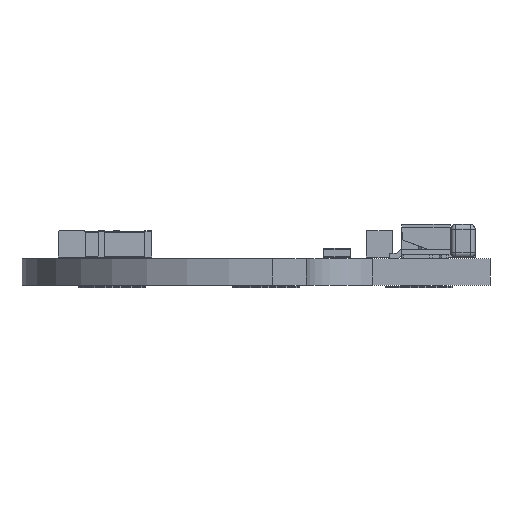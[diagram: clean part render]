
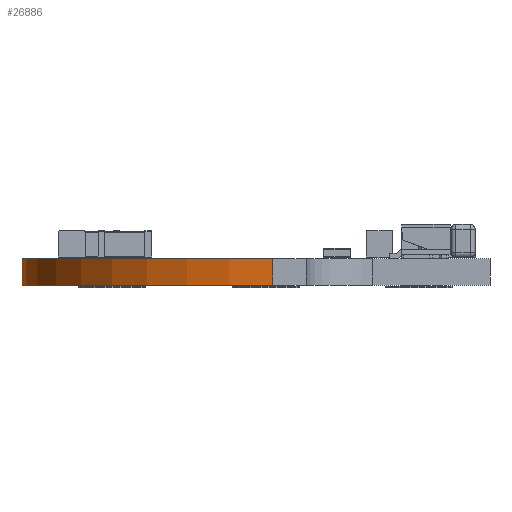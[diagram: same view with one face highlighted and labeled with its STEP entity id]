
A CAD part, front view. The second image highlights one B-rep face of the part: STEP entity #26886.
In plain terms, the highlighted cylindrical face has radius 15 mm (diameter 30 mm), a partial arc.
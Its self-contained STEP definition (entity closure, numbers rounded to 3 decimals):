
#25701 = PLANE('',#25702);
#25702 = AXIS2_PLACEMENT_3D('',#25703,#25704,#25705);
#25703 = CARTESIAN_POINT('',(0.274,0.214,1.6));
#25704 = DIRECTION('',(-0.,-0.,-1.));
#25705 = DIRECTION('',(-1.,0.,0.));
#25760 = PLANE('',#25761);
#25761 = AXIS2_PLACEMENT_3D('',#25762,#25763,#25764);
#25762 = CARTESIAN_POINT('',(0.274,0.214,0.));
#25763 = DIRECTION('',(-0.,-0.,-1.));
#25764 = DIRECTION('',(-1.,0.,0.));
#26046 = VERTEX_POINT('',#26047);
#26047 = CARTESIAN_POINT('',(1.,-28.,0.));
#26061 = PLANE('',#26062);
#26062 = AXIS2_PLACEMENT_3D('',#26063,#26064,#26065);
#26063 = CARTESIAN_POINT('',(3.,-28.,0.));
#26064 = DIRECTION('',(0.,-1.,0.));
#26065 = DIRECTION('',(-1.,0.,0.));
#26073 = EDGE_CURVE('',#26074,#26046,#26076,.T.);
#26074 = VERTEX_POINT('',#26075);
#26075 = CARTESIAN_POINT('',(-14.,-13.,0.));
#26076 = SURFACE_CURVE('',#26077,(#26082,#26093),.PCURVE_S1.);
#26077 = CIRCLE('',#26078,15.);
#26078 = AXIS2_PLACEMENT_3D('',#26079,#26080,#26081);
#26079 = CARTESIAN_POINT('',(1.,-13.,0.));
#26080 = DIRECTION('',(0.,0.,1.));
#26081 = DIRECTION('',(1.,0.,-0.));
#26082 = PCURVE('',#25760,#26083);
#26083 = DEFINITIONAL_REPRESENTATION('',(#26084),#26092);
#26084 = ( BOUNDED_CURVE() B_SPLINE_CURVE(2,(#26085,#26086,#26087,#26088
    ,#26089,#26090,#26091),.UNSPECIFIED.,.F.,.F.) 
B_SPLINE_CURVE_WITH_KNOTS((1,2,2,2,2,1),(-2.094,0.,
    2.094,4.189,6.283,8.378),
.UNSPECIFIED.) CURVE() GEOMETRIC_REPRESENTATION_ITEM() 
RATIONAL_B_SPLINE_CURVE((1.,0.5,1.,0.5,1.,0.5,1.)) REPRESENTATION_ITEM(
  '') );
#26085 = CARTESIAN_POINT('',(-15.726,-13.214));
#26086 = CARTESIAN_POINT('',(-15.726,12.767));
#26087 = CARTESIAN_POINT('',(6.774,-0.223));
#26088 = CARTESIAN_POINT('',(29.274,-13.214));
#26089 = CARTESIAN_POINT('',(6.774,-26.204));
#26090 = CARTESIAN_POINT('',(-15.726,-39.195));
#26091 = CARTESIAN_POINT('',(-15.726,-13.214));
#26092 = ( GEOMETRIC_REPRESENTATION_CONTEXT(2) 
PARAMETRIC_REPRESENTATION_CONTEXT() REPRESENTATION_CONTEXT('2D SPACE',''
  ) );
#26093 = PCURVE('',#26094,#26099);
#26094 = CYLINDRICAL_SURFACE('',#26095,15.);
#26095 = AXIS2_PLACEMENT_3D('',#26096,#26097,#26098);
#26096 = CARTESIAN_POINT('',(1.,-13.,0.));
#26097 = DIRECTION('',(-0.,-0.,-1.));
#26098 = DIRECTION('',(1.,0.,-0.));
#26099 = DEFINITIONAL_REPRESENTATION('',(#26100),#26104);
#26100 = LINE('',#26101,#26102);
#26101 = CARTESIAN_POINT('',(-0.,0.));
#26102 = VECTOR('',#26103,1.);
#26103 = DIRECTION('',(-1.,0.));
#26104 = ( GEOMETRIC_REPRESENTATION_CONTEXT(2) 
PARAMETRIC_REPRESENTATION_CONTEXT() REPRESENTATION_CONTEXT('2D SPACE',''
  ) );
#26122 = PLANE('',#26123);
#26123 = AXIS2_PLACEMENT_3D('',#26124,#26125,#26126);
#26124 = CARTESIAN_POINT('',(-14.,-13.,0.));
#26125 = DIRECTION('',(-1.,0.,0.));
#26126 = DIRECTION('',(0.,1.,0.));
#26430 = VERTEX_POINT('',#26431);
#26431 = CARTESIAN_POINT('',(1.,-28.,1.6));
#26452 = EDGE_CURVE('',#26453,#26430,#26455,.T.);
#26453 = VERTEX_POINT('',#26454);
#26454 = CARTESIAN_POINT('',(-14.,-13.,1.6));
#26455 = SURFACE_CURVE('',#26456,(#26461,#26472),.PCURVE_S1.);
#26456 = CIRCLE('',#26457,15.);
#26457 = AXIS2_PLACEMENT_3D('',#26458,#26459,#26460);
#26458 = CARTESIAN_POINT('',(1.,-13.,1.6));
#26459 = DIRECTION('',(0.,0.,1.));
#26460 = DIRECTION('',(1.,0.,-0.));
#26461 = PCURVE('',#25701,#26462);
#26462 = DEFINITIONAL_REPRESENTATION('',(#26463),#26471);
#26463 = ( BOUNDED_CURVE() B_SPLINE_CURVE(2,(#26464,#26465,#26466,#26467
    ,#26468,#26469,#26470),.UNSPECIFIED.,.F.,.F.) 
B_SPLINE_CURVE_WITH_KNOTS((1,2,2,2,2,1),(-2.094,0.,
    2.094,4.189,6.283,8.378),
.UNSPECIFIED.) CURVE() GEOMETRIC_REPRESENTATION_ITEM() 
RATIONAL_B_SPLINE_CURVE((1.,0.5,1.,0.5,1.,0.5,1.)) REPRESENTATION_ITEM(
  '') );
#26464 = CARTESIAN_POINT('',(-15.726,-13.214));
#26465 = CARTESIAN_POINT('',(-15.726,12.767));
#26466 = CARTESIAN_POINT('',(6.774,-0.223));
#26467 = CARTESIAN_POINT('',(29.274,-13.214));
#26468 = CARTESIAN_POINT('',(6.774,-26.204));
#26469 = CARTESIAN_POINT('',(-15.726,-39.195));
#26470 = CARTESIAN_POINT('',(-15.726,-13.214));
#26471 = ( GEOMETRIC_REPRESENTATION_CONTEXT(2) 
PARAMETRIC_REPRESENTATION_CONTEXT() REPRESENTATION_CONTEXT('2D SPACE',''
  ) );
#26472 = PCURVE('',#26094,#26473);
#26473 = DEFINITIONAL_REPRESENTATION('',(#26474),#26478);
#26474 = LINE('',#26475,#26476);
#26475 = CARTESIAN_POINT('',(-0.,-1.6));
#26476 = VECTOR('',#26477,1.);
#26477 = DIRECTION('',(-1.,0.));
#26478 = ( GEOMETRIC_REPRESENTATION_CONTEXT(2) 
PARAMETRIC_REPRESENTATION_CONTEXT() REPRESENTATION_CONTEXT('2D SPACE',''
  ) );
#26836 = EDGE_CURVE('',#26074,#26453,#26837,.T.);
#26837 = SURFACE_CURVE('',#26838,(#26842,#26849),.PCURVE_S1.);
#26838 = LINE('',#26839,#26840);
#26839 = CARTESIAN_POINT('',(-14.,-13.,0.));
#26840 = VECTOR('',#26841,1.);
#26841 = DIRECTION('',(0.,0.,1.));
#26842 = PCURVE('',#26122,#26843);
#26843 = DEFINITIONAL_REPRESENTATION('',(#26844),#26848);
#26844 = LINE('',#26845,#26846);
#26845 = CARTESIAN_POINT('',(0.,0.));
#26846 = VECTOR('',#26847,1.);
#26847 = DIRECTION('',(0.,-1.));
#26848 = ( GEOMETRIC_REPRESENTATION_CONTEXT(2) 
PARAMETRIC_REPRESENTATION_CONTEXT() REPRESENTATION_CONTEXT('2D SPACE',''
  ) );
#26849 = PCURVE('',#26094,#26850);
#26850 = DEFINITIONAL_REPRESENTATION('',(#26851),#26855);
#26851 = LINE('',#26852,#26853);
#26852 = CARTESIAN_POINT('',(-3.142,0.));
#26853 = VECTOR('',#26854,1.);
#26854 = DIRECTION('',(-0.,-1.));
#26855 = ( GEOMETRIC_REPRESENTATION_CONTEXT(2) 
PARAMETRIC_REPRESENTATION_CONTEXT() REPRESENTATION_CONTEXT('2D SPACE',''
  ) );
#26886 = ADVANCED_FACE('',(#26887),#26094,.T.);
#26887 = FACE_BOUND('',#26888,.F.);
#26888 = EDGE_LOOP('',(#26889,#26890,#26891,#26912));
#26889 = ORIENTED_EDGE('',*,*,#26836,.T.);
#26890 = ORIENTED_EDGE('',*,*,#26452,.T.);
#26891 = ORIENTED_EDGE('',*,*,#26892,.F.);
#26892 = EDGE_CURVE('',#26046,#26430,#26893,.T.);
#26893 = SURFACE_CURVE('',#26894,(#26898,#26905),.PCURVE_S1.);
#26894 = LINE('',#26895,#26896);
#26895 = CARTESIAN_POINT('',(1.,-28.,0.));
#26896 = VECTOR('',#26897,1.);
#26897 = DIRECTION('',(0.,0.,1.));
#26898 = PCURVE('',#26094,#26899);
#26899 = DEFINITIONAL_REPRESENTATION('',(#26900),#26904);
#26900 = LINE('',#26901,#26902);
#26901 = CARTESIAN_POINT('',(-4.712,0.));
#26902 = VECTOR('',#26903,1.);
#26903 = DIRECTION('',(-0.,-1.));
#26904 = ( GEOMETRIC_REPRESENTATION_CONTEXT(2) 
PARAMETRIC_REPRESENTATION_CONTEXT() REPRESENTATION_CONTEXT('2D SPACE',''
  ) );
#26905 = PCURVE('',#26061,#26906);
#26906 = DEFINITIONAL_REPRESENTATION('',(#26907),#26911);
#26907 = LINE('',#26908,#26909);
#26908 = CARTESIAN_POINT('',(2.,0.));
#26909 = VECTOR('',#26910,1.);
#26910 = DIRECTION('',(0.,-1.));
#26911 = ( GEOMETRIC_REPRESENTATION_CONTEXT(2) 
PARAMETRIC_REPRESENTATION_CONTEXT() REPRESENTATION_CONTEXT('2D SPACE',''
  ) );
#26912 = ORIENTED_EDGE('',*,*,#26073,.F.);
